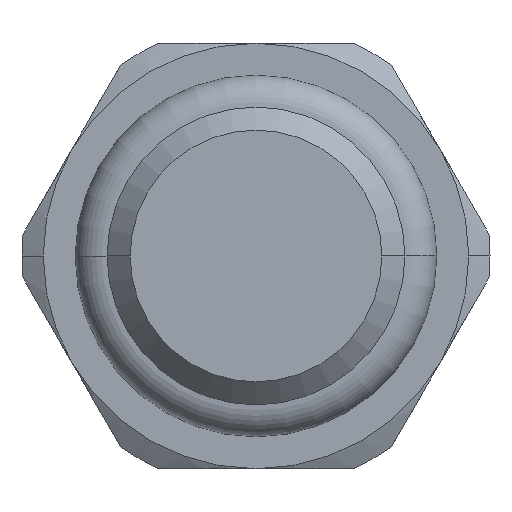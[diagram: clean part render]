
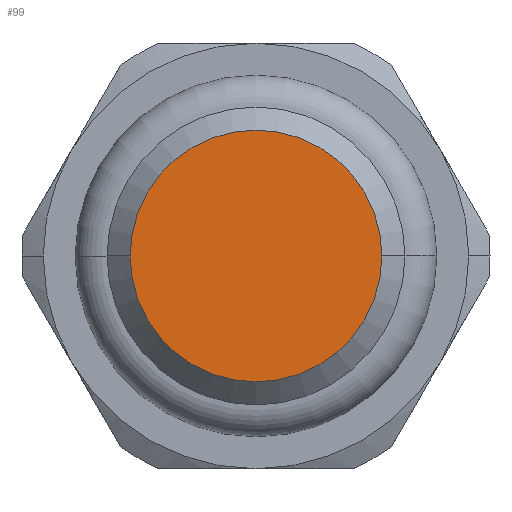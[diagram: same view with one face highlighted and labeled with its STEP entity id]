
A CAD part, front view. The second image highlights one B-rep face of the part: STEP entity #99.
In plain terms, the highlighted planar face has unit normal (0, -1, 0).
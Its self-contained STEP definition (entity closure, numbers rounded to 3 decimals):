
#99=ADVANCED_FACE('',(#210),#211,.T.);
#210=FACE_OUTER_BOUND('',#321,.T.);
#211=PLANE('',#322);
#321=EDGE_LOOP('',(#736,#737));
#322=AXIS2_PLACEMENT_3D('',#738,#739,#740);
#736=ORIENTED_EDGE('',*,*,#759,.F.);
#737=ORIENTED_EDGE('',*,*,#865,.F.);
#738=CARTESIAN_POINT('',(-1.479,0.,0.0));
#739=DIRECTION('',(0.,-1.0,0.0));
#740=DIRECTION('',(1.0,0.,-0.0));
#759=EDGE_CURVE('',#900,#902,#903,.T.);
#865=EDGE_CURVE('',#902,#900,#1072,.T.);
#900=VERTEX_POINT('',#1113);
#902=VERTEX_POINT('',#1116);
#903=CIRCLE('',#1117,2.959);
#1072=CIRCLE('',#1637,2.959);
#1113=CARTESIAN_POINT('',(-2.959,0.,0.0));
#1116=CARTESIAN_POINT('',(2.959,0.,0.));
#1117=AXIS2_PLACEMENT_3D('',#1681,#1682,#1683);
#1637=AXIS2_PLACEMENT_3D('',#1843,#1844,#1845);
#1681=CARTESIAN_POINT('',(0.0,0.,0.0));
#1682=DIRECTION('',(0.0,1.0,0.0));
#1683=DIRECTION('',(-1.0,0.0,0.0));
#1843=CARTESIAN_POINT('',(0.0,0.,0.0));
#1844=DIRECTION('',(0.0,1.0,0.0));
#1845=DIRECTION('',(-1.0,0.0,0.0));
